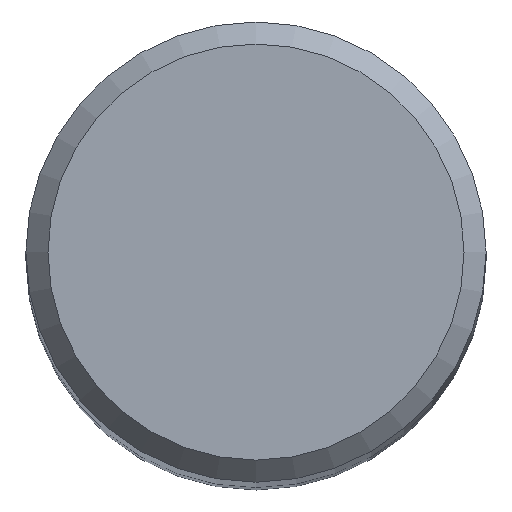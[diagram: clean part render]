
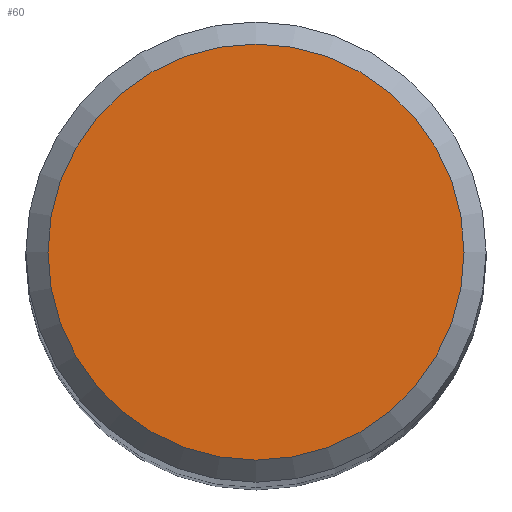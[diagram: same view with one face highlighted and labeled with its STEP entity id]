
A CAD part, top view. The second image highlights one B-rep face of the part: STEP entity #60.
In plain terms, the highlighted planar face has unit normal (0, 0, 1).
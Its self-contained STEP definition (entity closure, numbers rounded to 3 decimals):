
#53=PLANE('',#174);
#56=FACE_OUTER_BOUND('',#82,.T.);
#60=ADVANCED_FACE('',(#56),#53,.T.);
#82=EDGE_LOOP('',(#94));
#94=ORIENTED_EDGE('',*,*,#111,.F.);
#104=VERTEX_POINT('',#246);
#111=EDGE_CURVE('',#104,#104,#117,.T.);
#117=CIRCLE('',#171,2.87);
#171=AXIS2_PLACEMENT_3D('',#245,#193,#194);
#174=AXIS2_PLACEMENT_3D('',#250,#199,#200);
#193=DIRECTION('',(0.,0.,-1.));
#194=DIRECTION('',(-1.,0.,0.));
#199=DIRECTION('',(0.,0.,1.));
#200=DIRECTION('',(-1.,0.,0.));
#245=CARTESIAN_POINT('',(0.,0.,41.275));
#246=CARTESIAN_POINT('',(-2.87,0.,41.275));
#250=CARTESIAN_POINT('',(2.87,0.,41.275));
